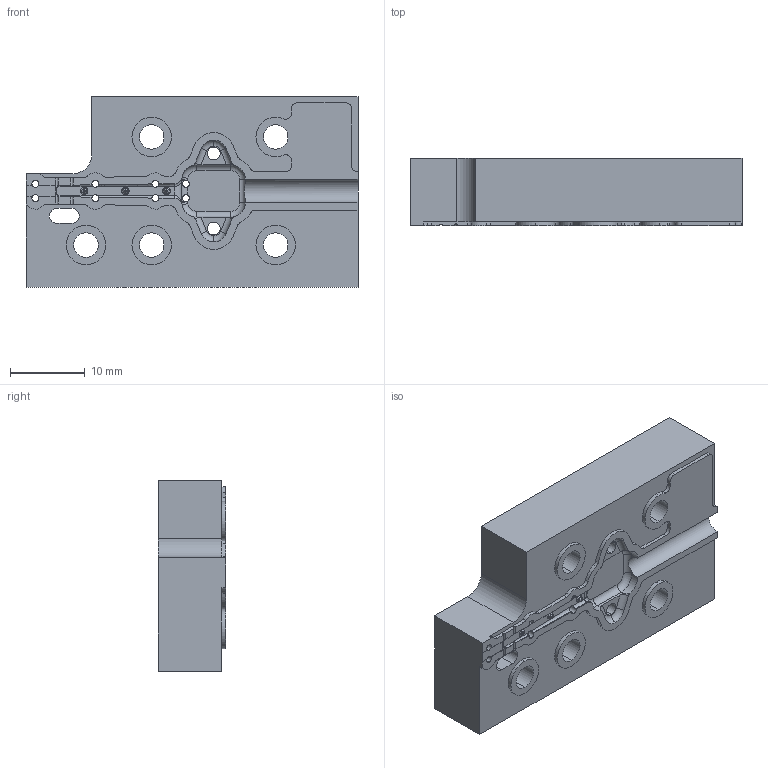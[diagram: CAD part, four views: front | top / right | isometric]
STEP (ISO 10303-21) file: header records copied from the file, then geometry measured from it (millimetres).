
FILE_DESCRIPTION (( 'STEP AP214' ), '1' );
FILE_NAME ('Overmold v5.STEP', '2024-06-13T22:58:53', ( '' ), ( '' ), 'SwSTEP 2.0', 'SolidWorks 2024', '' );
FILE_SCHEMA (( 'AUTOMOTIVE_DESIGN' ));
Length unit declared in the file: millimetre
Products named in the file (1): Overmold v5
Bounding box: 44.29 x 9 x 25.4 mm (x, y, z)
Volume: 8324.2 mm3; surface area: 4134.3 mm2
Topology: 1 solids, 1 shells, 239 faces, 692 edges, 452 vertices
Faces by surface type: cylinder 123, plane 70, bspline 30, torus 16
Entity records: 8834 total; most frequent: CARTESIAN_POINT 2628, ORIENTED_EDGE 1380, DIRECTION 1250, EDGE_CURVE 690, AXIS2_PLACEMENT_3D 481, VERTEX_POINT 452, VECTOR 288, LINE 288
